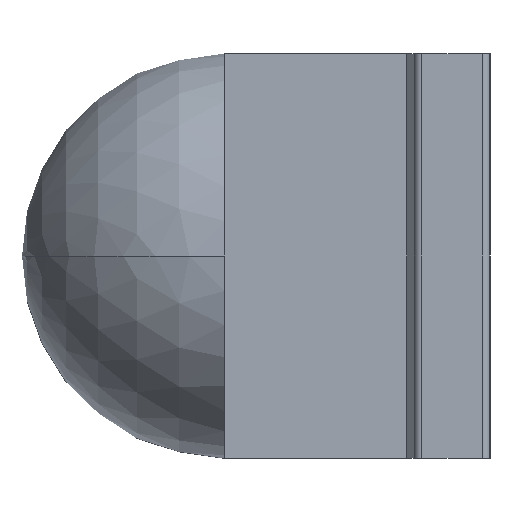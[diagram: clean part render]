
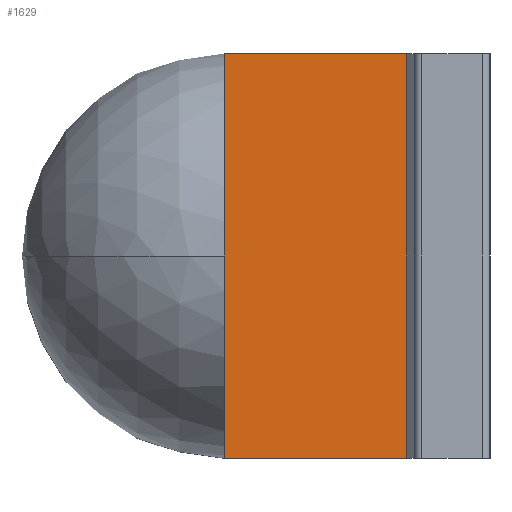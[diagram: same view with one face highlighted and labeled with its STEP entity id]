
A CAD part, left-side view. The second image highlights one B-rep face of the part: STEP entity #1629.
In plain terms, the highlighted planar face has unit normal (-1, 0, 0).
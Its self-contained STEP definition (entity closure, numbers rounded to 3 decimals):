
#213=DIRECTION('',(0.,1.,0.));
#214=VECTOR('',#213,0.72);
#215=CARTESIAN_POINT('',(-0.8,0.03,0.8));
#216=LINE('',#215,#214);
#473=DIRECTION('',(0.,0.,-1.));
#474=VECTOR('',#473,1.6);
#475=CARTESIAN_POINT('',(-0.8,0.03,0.8));
#476=LINE('',#475,#474);
#477=DIRECTION('',(0.,1.,0.));
#478=VECTOR('',#477,0.72);
#479=CARTESIAN_POINT('',(-0.8,0.03,-0.8));
#480=LINE('',#479,#478);
#486=DIRECTION('',(0.,0.,-1.));
#487=VECTOR('',#486,0.8);
#488=CARTESIAN_POINT('',(-0.8,0.75,0.));
#489=LINE('',#488,#487);
#535=DIRECTION('',(0.,0.,-1.));
#536=VECTOR('',#535,0.8);
#537=CARTESIAN_POINT('',(-0.8,0.75,0.8));
#538=LINE('',#537,#536);
#921=CARTESIAN_POINT('',(-0.8,0.03,-0.8));
#923=VERTEX_POINT('',#921);
#925=CARTESIAN_POINT('',(-0.8,0.03,0.8));
#926=VERTEX_POINT('',#925);
#933=CARTESIAN_POINT('',(-0.8,0.75,-0.8));
#934=VERTEX_POINT('',#933);
#939=CARTESIAN_POINT('',(-0.8,0.75,0.));
#940=VERTEX_POINT('',#939);
#947=CARTESIAN_POINT('',(-0.8,0.75,0.8));
#948=VERTEX_POINT('',#947);
#1615=CARTESIAN_POINT('',(-0.8,0.75,-0.8));
#1616=DIRECTION('',(-1.,0.,0.));
#1617=DIRECTION('',(0.,-1.,0.));
#1618=AXIS2_PLACEMENT_3D('',#1615,#1616,#1617);
#1619=PLANE('',#1618);
#1621=ORIENTED_EDGE('',*,*,#1620,.F.);
#1623=ORIENTED_EDGE('',*,*,#1622,.F.);
#1624=ORIENTED_EDGE('',*,*,#1318,.F.);
#1625=ORIENTED_EDGE('',*,*,#1497,.T.);
#1626=ORIENTED_EDGE('',*,*,#1004,.T.);
#1627=EDGE_LOOP('',(#1621,#1623,#1624,#1625,#1626));
#1628=FACE_OUTER_BOUND('',#1627,.F.);
#1629=ADVANCED_FACE('',(#1628),#1619,.T.);
#1004=EDGE_CURVE('',#923,#934,#480,.T.);
#1318=EDGE_CURVE('',#926,#948,#216,.T.);
#1497=EDGE_CURVE('',#926,#923,#476,.T.);
#1620=EDGE_CURVE('',#940,#934,#489,.T.);
#1622=EDGE_CURVE('',#948,#940,#538,.T.);
